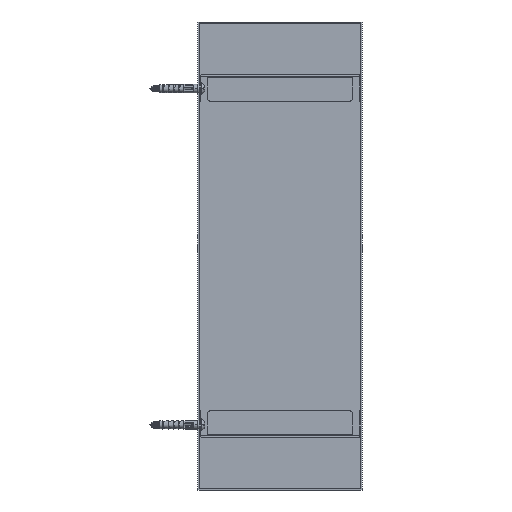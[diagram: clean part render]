
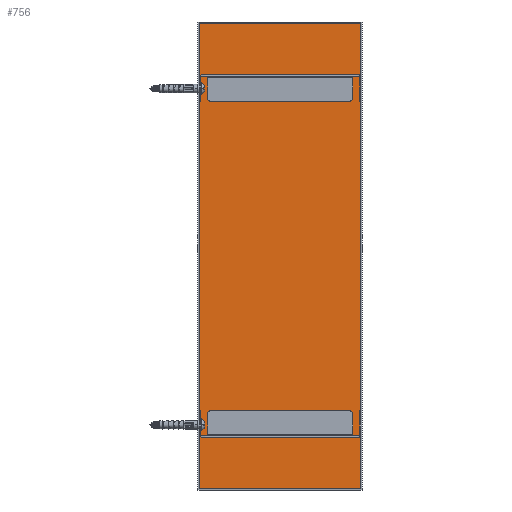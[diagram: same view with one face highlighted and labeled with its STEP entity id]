
A CAD part, front view. The second image highlights one B-rep face of the part: STEP entity #756.
In plain terms, the highlighted face is planar.
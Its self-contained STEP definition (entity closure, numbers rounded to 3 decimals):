
#222=DIRECTION('',(1.,0.,0.));
#223=VECTOR('',#222,0.1);
#224=CARTESIAN_POINT('',(-61.4,1.1,176.4));
#225=LINE('',#224,#223);
#226=DIRECTION('',(0.,0.,1.));
#227=VECTOR('',#226,352.8);
#228=CARTESIAN_POINT('',(-61.4,1.1,-176.4));
#229=LINE('',#228,#227);
#230=DIRECTION('',(1.,0.,0.));
#231=VECTOR('',#230,0.1);
#232=CARTESIAN_POINT('',(-61.4,1.1,-176.4));
#233=LINE('',#232,#231);
#234=DIRECTION('',(-1.,0.,0.));
#235=VECTOR('',#234,0.1);
#236=CARTESIAN_POINT('',(61.4,1.1,-176.4));
#237=LINE('',#236,#235);
#238=DIRECTION('',(-1.,0.,0.));
#239=VECTOR('',#238,0.1);
#240=CARTESIAN_POINT('',(61.4,1.1,176.4));
#241=LINE('',#240,#239);
#269=DIRECTION('',(0.,0.,1.));
#270=VECTOR('',#269,352.8);
#271=CARTESIAN_POINT('',(61.4,1.1,-176.4));
#272=LINE('',#271,#270);
#357=DIRECTION('',(1.,0.,0.));
#358=VECTOR('',#357,122.6);
#359=CARTESIAN_POINT('',(-61.3,1.1,176.4));
#360=LINE('',#359,#358);
#373=DIRECTION('',(1.,0.,0.));
#374=VECTOR('',#373,122.6);
#375=CARTESIAN_POINT('',(-61.3,1.1,-176.4));
#376=LINE('',#375,#374);
#421=CARTESIAN_POINT('',(-61.3,1.1,-176.4));
#422=VERTEX_POINT('',#421);
#423=CARTESIAN_POINT('',(61.3,1.1,-176.4));
#424=VERTEX_POINT('',#423);
#425=CARTESIAN_POINT('',(-61.3,1.1,176.4));
#426=VERTEX_POINT('',#425);
#427=CARTESIAN_POINT('',(61.3,1.1,176.4));
#428=VERTEX_POINT('',#427);
#429=CARTESIAN_POINT('',(-61.4,1.1,176.4));
#430=VERTEX_POINT('',#429);
#431=CARTESIAN_POINT('',(61.4,1.1,176.4));
#432=VERTEX_POINT('',#431);
#433=CARTESIAN_POINT('',(-61.4,1.1,-176.4));
#434=VERTEX_POINT('',#433);
#435=CARTESIAN_POINT('',(61.4,1.1,-176.4));
#436=VERTEX_POINT('',#435);
#735=CARTESIAN_POINT('',(-62.5,1.1,-177.5));
#736=DIRECTION('',(0.,-1.,0.));
#737=DIRECTION('',(1.,0.,0.));
#738=AXIS2_PLACEMENT_3D('',#735,#736,#737);
#739=PLANE('',#738);
#740=ORIENTED_EDGE('',*,*,#729,.F.);
#741=ORIENTED_EDGE('',*,*,#566,.F.);
#743=ORIENTED_EDGE('',*,*,#742,.T.);
#745=ORIENTED_EDGE('',*,*,#744,.T.);
#747=ORIENTED_EDGE('',*,*,#746,.F.);
#749=ORIENTED_EDGE('',*,*,#748,.T.);
#751=ORIENTED_EDGE('',*,*,#750,.T.);
#753=ORIENTED_EDGE('',*,*,#752,.F.);
#754=EDGE_LOOP('',(#740,#741,#743,#745,#747,#749,#751,#753));
#755=FACE_OUTER_BOUND('',#754,.F.);
#756=ADVANCED_FACE('',(#755),#739,.F.);
#566=EDGE_CURVE('',#434,#430,#229,.T.);
#729=EDGE_CURVE('',#430,#426,#225,.T.);
#742=EDGE_CURVE('',#434,#422,#233,.T.);
#744=EDGE_CURVE('',#422,#424,#376,.T.);
#746=EDGE_CURVE('',#436,#424,#237,.T.);
#748=EDGE_CURVE('',#436,#432,#272,.T.);
#750=EDGE_CURVE('',#432,#428,#241,.T.);
#752=EDGE_CURVE('',#426,#428,#360,.T.);
